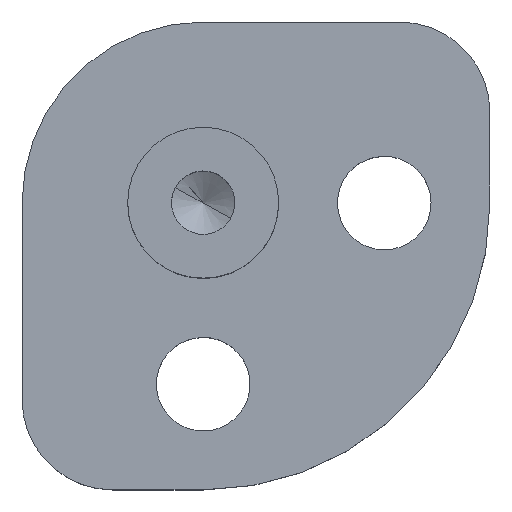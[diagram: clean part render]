
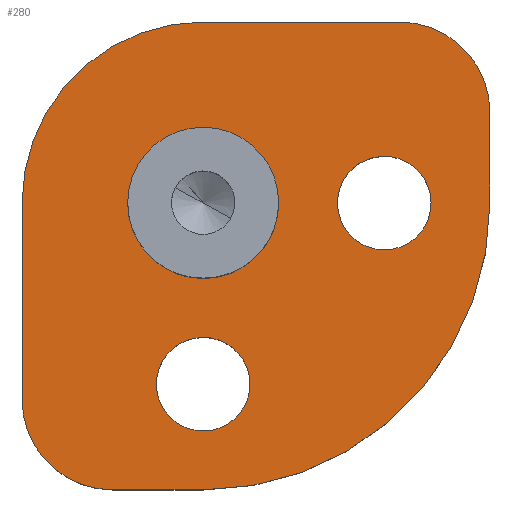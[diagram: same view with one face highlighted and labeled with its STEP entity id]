
A CAD part, top view. The second image highlights one B-rep face of the part: STEP entity #280.
In plain terms, the highlighted planar face has unit normal (0, 0, 1).
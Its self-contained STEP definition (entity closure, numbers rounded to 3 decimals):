
#135=CARTESIAN_POINT('Vertex',(0.,-5.,5.)) ;
#138=CARTESIAN_POINT('Axis2P3D Location',(0.,0.,5.)) ;
#142=CARTESIAN_POINT('Vertex',(0.,5.,5.)) ;
#157=CARTESIAN_POINT('Axis2P3D Location',(0.,0.,5.)) ;
#169=CARTESIAN_POINT('Axis2P3D Location',(0.,0.,5.)) ;
#174=CARTESIAN_POINT('Line Origine',(-12.,-6.5,5.)) ;
#178=CARTESIAN_POINT('Vertex',(-12.,0.,5.)) ;
#180=CARTESIAN_POINT('Vertex',(-12.,-13.,5.)) ;
#183=CARTESIAN_POINT('Axis2P3D Location',(-6.,-13.,5.)) ;
#187=CARTESIAN_POINT('Vertex',(-6.,-19.,5.)) ;
#190=CARTESIAN_POINT('Line Origine',(-3.,-19.,5.)) ;
#194=CARTESIAN_POINT('Vertex',(0.,-19.,5.)) ;
#197=CARTESIAN_POINT('Axis2P3D Location',(0.,0.,5.)) ;
#201=CARTESIAN_POINT('Vertex',(19.,0.,5.)) ;
#204=CARTESIAN_POINT('Line Origine',(19.,3.,5.)) ;
#208=CARTESIAN_POINT('Vertex',(19.,6.,5.)) ;
#211=CARTESIAN_POINT('Axis2P3D Location',(13.,6.,5.)) ;
#215=CARTESIAN_POINT('Vertex',(13.,12.,5.)) ;
#218=CARTESIAN_POINT('Line Origine',(6.5,12.,5.)) ;
#222=CARTESIAN_POINT('Vertex',(0.,12.,5.)) ;
#225=CARTESIAN_POINT('Axis2P3D Location',(0.,0.,5.)) ;
#244=CARTESIAN_POINT('Axis2P3D Location',(0.,-12.,5.)) ;
#248=CARTESIAN_POINT('Vertex',(-2.721,-10.514,5.)) ;
#250=CARTESIAN_POINT('Vertex',(2.721,-13.486,5.)) ;
#253=CARTESIAN_POINT('Axis2P3D Location',(0.,-12.,5.)) ;
#262=CARTESIAN_POINT('Axis2P3D Location',(12.,0.,5.)) ;
#266=CARTESIAN_POINT('Vertex',(9.279,1.486,5.)) ;
#268=CARTESIAN_POINT('Vertex',(14.721,-1.486,5.)) ;
#271=CARTESIAN_POINT('Axis2P3D Location',(12.,0.,5.)) ;
#139=DIRECTION('Axis2P3D Direction',(0.,0.,1.)) ;
#158=DIRECTION('Axis2P3D Direction',(0.,0.,1.)) ;
#170=DIRECTION('Axis2P3D Direction',(0.,0.,1.)) ;
#171=DIRECTION('Axis2P3D XDirection',(1.,0.,0.)) ;
#175=DIRECTION('Vector Direction',(0.,1.,0.)) ;
#184=DIRECTION('Axis2P3D Direction',(0.,0.,1.)) ;
#191=DIRECTION('Vector Direction',(-1.,0.,0.)) ;
#198=DIRECTION('Axis2P3D Direction',(0.,0.,1.)) ;
#205=DIRECTION('Vector Direction',(0.,-1.,0.)) ;
#212=DIRECTION('Axis2P3D Direction',(0.,0.,1.)) ;
#219=DIRECTION('Vector Direction',(1.,0.,0.)) ;
#226=DIRECTION('Axis2P3D Direction',(0.,0.,1.)) ;
#245=DIRECTION('Axis2P3D Direction',(0.,0.,1.)) ;
#254=DIRECTION('Axis2P3D Direction',(0.,0.,1.)) ;
#263=DIRECTION('Axis2P3D Direction',(0.,0.,1.)) ;
#272=DIRECTION('Axis2P3D Direction',(0.,0.,1.)) ;
#140=AXIS2_PLACEMENT_3D('Circle Axis2P3D',#138,#139,$) ;
#159=AXIS2_PLACEMENT_3D('Circle Axis2P3D',#157,#158,$) ;
#172=AXIS2_PLACEMENT_3D('Plane Axis2P3D',#169,#170,#171) ;
#185=AXIS2_PLACEMENT_3D('Circle Axis2P3D',#183,#184,$) ;
#199=AXIS2_PLACEMENT_3D('Circle Axis2P3D',#197,#198,$) ;
#213=AXIS2_PLACEMENT_3D('Circle Axis2P3D',#211,#212,$) ;
#227=AXIS2_PLACEMENT_3D('Circle Axis2P3D',#225,#226,$) ;
#246=AXIS2_PLACEMENT_3D('Circle Axis2P3D',#244,#245,$) ;
#255=AXIS2_PLACEMENT_3D('Circle Axis2P3D',#253,#254,$) ;
#264=AXIS2_PLACEMENT_3D('Circle Axis2P3D',#262,#263,$) ;
#273=AXIS2_PLACEMENT_3D('Circle Axis2P3D',#271,#272,$) ;
#231=ORIENTED_EDGE('',*,*,#182,.T.) ;
#232=ORIENTED_EDGE('',*,*,#189,.F.) ;
#233=ORIENTED_EDGE('',*,*,#196,.T.) ;
#234=ORIENTED_EDGE('',*,*,#203,.F.) ;
#235=ORIENTED_EDGE('',*,*,#210,.T.) ;
#236=ORIENTED_EDGE('',*,*,#217,.F.) ;
#237=ORIENTED_EDGE('',*,*,#224,.T.) ;
#238=ORIENTED_EDGE('',*,*,#229,.F.) ;
#241=ORIENTED_EDGE('',*,*,#144,.F.) ;
#242=ORIENTED_EDGE('',*,*,#161,.F.) ;
#259=ORIENTED_EDGE('',*,*,#252,.F.) ;
#260=ORIENTED_EDGE('',*,*,#257,.F.) ;
#277=ORIENTED_EDGE('',*,*,#270,.F.) ;
#278=ORIENTED_EDGE('',*,*,#275,.F.) ;
#243=FACE_BOUND('',#240,.T.) ;
#261=FACE_BOUND('',#258,.T.) ;
#279=FACE_BOUND('',#276,.T.) ;
#176=VECTOR('Line Direction',#175,1.) ;
#192=VECTOR('Line Direction',#191,1.) ;
#206=VECTOR('Line Direction',#205,1.) ;
#220=VECTOR('Line Direction',#219,1.) ;
#280=ADVANCED_FACE('',(#239,#243,#261,#279),#173,.T.) ;
#141=CIRCLE('generated circle',#140,5.) ;
#160=CIRCLE('generated circle',#159,5.) ;
#186=CIRCLE('generated circle',#185,6.) ;
#200=CIRCLE('generated circle',#199,19.) ;
#214=CIRCLE('generated circle',#213,6.) ;
#228=CIRCLE('generated circle',#227,12.) ;
#247=CIRCLE('generated circle',#246,3.1) ;
#256=CIRCLE('generated circle',#255,3.1) ;
#265=CIRCLE('generated circle',#264,3.1) ;
#274=CIRCLE('generated circle',#273,3.1) ;
#144=EDGE_CURVE('',#136,#143,#141,.T.) ;
#161=EDGE_CURVE('',#143,#136,#160,.T.) ;
#182=EDGE_CURVE('',#179,#181,#177,.F.) ;
#189=EDGE_CURVE('',#188,#181,#186,.F.) ;
#196=EDGE_CURVE('',#188,#195,#193,.F.) ;
#203=EDGE_CURVE('',#202,#195,#200,.F.) ;
#210=EDGE_CURVE('',#202,#209,#207,.F.) ;
#217=EDGE_CURVE('',#216,#209,#214,.F.) ;
#224=EDGE_CURVE('',#216,#223,#221,.F.) ;
#229=EDGE_CURVE('',#179,#223,#228,.F.) ;
#252=EDGE_CURVE('',#249,#251,#247,.T.) ;
#257=EDGE_CURVE('',#251,#249,#256,.T.) ;
#270=EDGE_CURVE('',#267,#269,#265,.T.) ;
#275=EDGE_CURVE('',#269,#267,#274,.T.) ;
#230=EDGE_LOOP('',(#231,#232,#233,#234,#235,#236,#237,#238)) ;
#240=EDGE_LOOP('',(#241,#242)) ;
#258=EDGE_LOOP('',(#259,#260)) ;
#276=EDGE_LOOP('',(#277,#278)) ;
#239=FACE_OUTER_BOUND('',#230,.T.) ;
#177=LINE('Line',#174,#176) ;
#193=LINE('Line',#190,#192) ;
#207=LINE('Line',#204,#206) ;
#221=LINE('Line',#218,#220) ;
#173=PLANE('Plane',#172) ;
#136=VERTEX_POINT('',#135) ;
#143=VERTEX_POINT('',#142) ;
#179=VERTEX_POINT('',#178) ;
#181=VERTEX_POINT('',#180) ;
#188=VERTEX_POINT('',#187) ;
#195=VERTEX_POINT('',#194) ;
#202=VERTEX_POINT('',#201) ;
#209=VERTEX_POINT('',#208) ;
#216=VERTEX_POINT('',#215) ;
#223=VERTEX_POINT('',#222) ;
#249=VERTEX_POINT('',#248) ;
#251=VERTEX_POINT('',#250) ;
#267=VERTEX_POINT('',#266) ;
#269=VERTEX_POINT('',#268) ;
